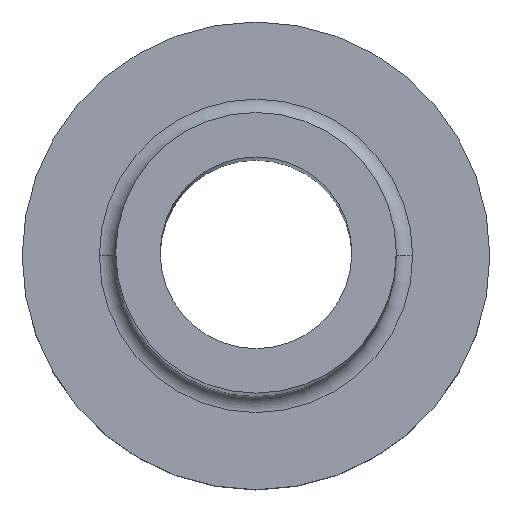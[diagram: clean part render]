
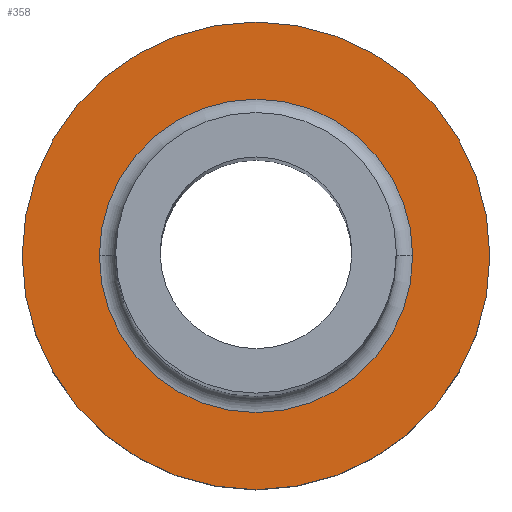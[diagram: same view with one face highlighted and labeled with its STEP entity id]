
A CAD part, top view. The second image highlights one B-rep face of the part: STEP entity #358.
In plain terms, the highlighted planar face has unit normal (0, 0, 1).
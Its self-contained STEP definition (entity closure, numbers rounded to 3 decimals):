
#4 = ORIENTED_EDGE ( 'NONE', *, *, #93, .T. ) ;
#5 = CIRCLE ( 'NONE', #81, 6.7 ) ;
#13 = CARTESIAN_POINT ( 'NONE',  ( -6.7, 0., 7. ) ) ;
#15 = VERTEX_POINT ( 'NONE', #275 ) ;
#22 = VERTEX_POINT ( 'NONE', #27 ) ;
#23 = DIRECTION ( 'NONE',  ( 1., 0., 0. ) ) ;
#27 = CARTESIAN_POINT ( 'NONE',  ( -10., 0., 7. ) ) ;
#36 = CIRCLE ( 'NONE', #42, 10. ) ;
#42 = AXIS2_PLACEMENT_3D ( 'NONE', #151, #205, #23 ) ;
#54 = PLANE ( 'NONE',  #127 ) ;
#77 = CIRCLE ( 'NONE', #271, 10. ) ;
#81 = AXIS2_PLACEMENT_3D ( 'NONE', #257, #231, #314 ) ;
#93 = EDGE_CURVE ( 'NONE', #157, #15, #109, .T. ) ;
#101 = AXIS2_PLACEMENT_3D ( 'NONE', #177, #380, #359 ) ;
#109 = CIRCLE ( 'NONE', #101, 6.7 ) ;
#115 = CARTESIAN_POINT ( 'NONE',  ( 0., 0., 7. ) ) ;
#118 = DIRECTION ( 'NONE',  ( 0., 0., 1. ) ) ;
#127 = AXIS2_PLACEMENT_3D ( 'NONE', #115, #118, #199 ) ;
#142 = EDGE_LOOP ( 'NONE', ( #261, #212 ) ) ;
#145 = EDGE_LOOP ( 'NONE', ( #354, #4 ) ) ;
#151 = CARTESIAN_POINT ( 'NONE',  ( 0., 0., 7. ) ) ;
#157 = VERTEX_POINT ( 'NONE', #13 ) ;
#163 = DIRECTION ( 'NONE',  ( 0., 0., 1. ) ) ;
#177 = CARTESIAN_POINT ( 'NONE',  ( 0., 0., 7. ) ) ;
#188 = EDGE_CURVE ( 'NONE', #22, #290, #77, .T. ) ;
#199 = DIRECTION ( 'NONE',  ( 1., 0., 0. ) ) ;
#205 = DIRECTION ( 'NONE',  ( 0., 0., 1. ) ) ;
#212 = ORIENTED_EDGE ( 'NONE', *, *, #352, .T. ) ;
#231 = DIRECTION ( 'NONE',  ( 0., 0., -1. ) ) ;
#234 = FACE_OUTER_BOUND ( 'NONE', #142, .T. ) ;
#255 = DIRECTION ( 'NONE',  ( 1., 0., 0. ) ) ;
#257 = CARTESIAN_POINT ( 'NONE',  ( 0., 0., 7. ) ) ;
#261 = ORIENTED_EDGE ( 'NONE', *, *, #188, .T. ) ;
#271 = AXIS2_PLACEMENT_3D ( 'NONE', #361, #163, #255 ) ;
#275 = CARTESIAN_POINT ( 'NONE',  ( 6.7, 0., 7. ) ) ;
#281 = CARTESIAN_POINT ( 'NONE',  ( 10., 0., 7. ) ) ;
#290 = VERTEX_POINT ( 'NONE', #281 ) ;
#314 = DIRECTION ( 'NONE',  ( 1., 0., 0. ) ) ;
#345 = FACE_BOUND ( 'NONE', #145, .T. ) ;
#349 = EDGE_CURVE ( 'NONE', #15, #157, #5, .T. ) ;
#352 = EDGE_CURVE ( 'NONE', #290, #22, #36, .T. ) ;
#354 = ORIENTED_EDGE ( 'NONE', *, *, #349, .T. ) ;
#358 = ADVANCED_FACE ( 'NONE', ( #345, #234 ), #54, .T. ) ;
#359 = DIRECTION ( 'NONE',  ( 1., 0., 0. ) ) ;
#361 = CARTESIAN_POINT ( 'NONE',  ( 0., 0., 7. ) ) ;
#380 = DIRECTION ( 'NONE',  ( 0., 0., -1. ) ) ;
